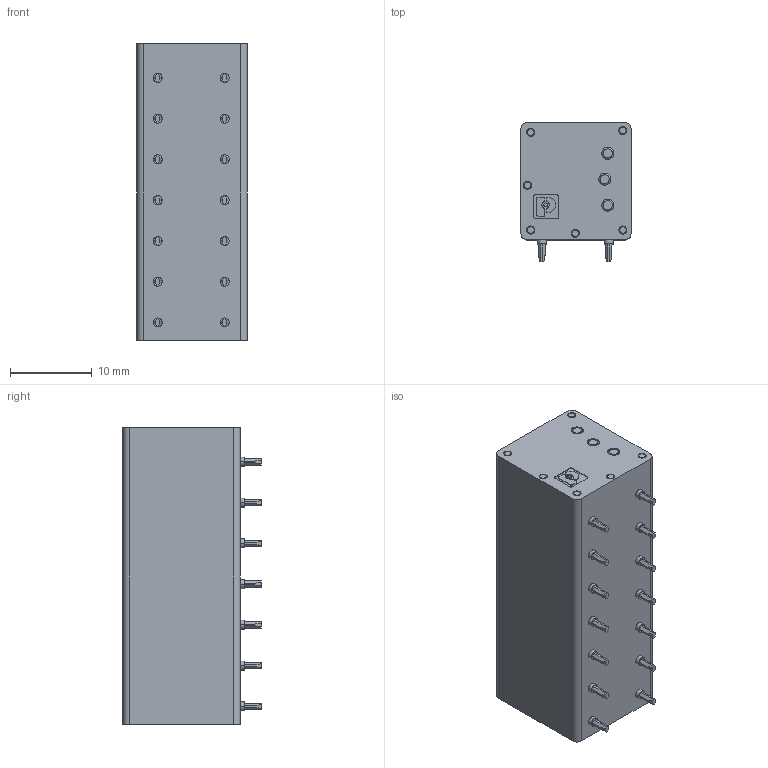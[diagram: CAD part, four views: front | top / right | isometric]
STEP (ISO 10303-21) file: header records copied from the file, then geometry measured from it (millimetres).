
FILE_DESCRIPTION(('SolidDesigner STEP Export'),'2;1');
FILE_NAME('spt_2.5-7_v_5.0.stp','2006-06-07T 7:49:34',(''),(''),'OneSpace Designer STEP processor for AP214 (Solid Model)','OneSpace Designer 13.01 05-Feb-2005 (C) CoCreate Software GmbH','');
FILE_SCHEMA(('AUTOMOTIVE_DESIGN { 1 0 10303 214 1 1 1 1 }'));
Length unit declared in the file: millimetre
Products named in the file (2): spt_2.5-7_v_5.0
Assembly tree (1 placements, depth 2):
  spt_2.5-7_v_5.0
    spt_2.5-7_v_5.0
Bounding box: 13.5 x 17 x 36.4 mm (x, y, z)
Volume: 6616.2 mm3; surface area: 3016.7 mm2
Topology: 1 solids, 1 shells, 468 faces, 1152 edges, 757 vertices
Faces by surface type: plane 300, cylinder 104, cone 50, torus 14
Entity records: 17448 total; most frequent: CARTESIAN_POINT 3214, ORIENTED_EDGE 2304, DIRECTION 1958, EDGE_CURVE 1152, VERTEX_POINT 757, VECTOR 716, LINE 716, AXIS2_PLACEMENT_3D 621
